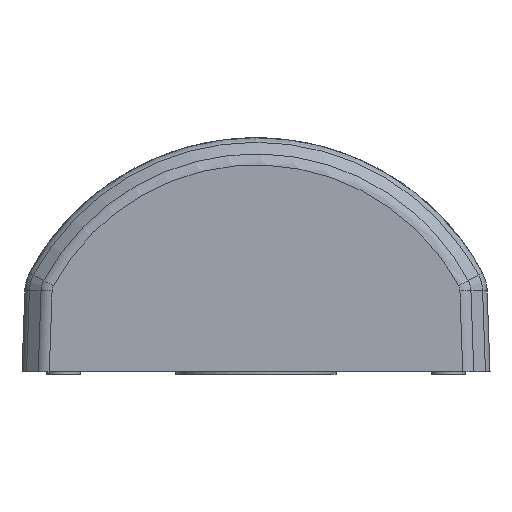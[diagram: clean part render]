
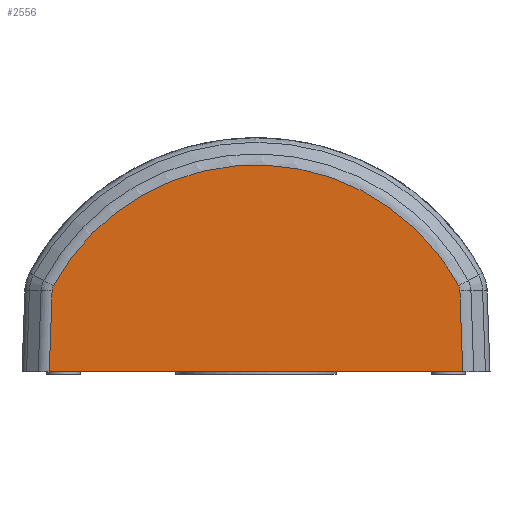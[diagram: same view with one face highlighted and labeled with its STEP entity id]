
A CAD part, left-side view. The second image highlights one B-rep face of the part: STEP entity #2556.
In plain terms, the highlighted planar face has unit normal (-1, 0, 0).
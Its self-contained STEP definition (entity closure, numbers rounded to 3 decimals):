
#1232=B_SPLINE_CURVE_WITH_KNOTS('',3,(#17778,#17779,#17780,#17781),.UNSPECIFIED.,
 .F.,.F.,(4,4),(0.,1.),.UNSPECIFIED.);
#1238=B_SPLINE_CURVE_WITH_KNOTS('',3,(#17815,#17816,#17817,#17818),.UNSPECIFIED.,
 .F.,.F.,(4,4),(0.,1.),.UNSPECIFIED.);
#1261=B_SPLINE_CURVE_WITH_KNOTS('',3,(#17944,#17945,#17946,#17947),.UNSPECIFIED.,
 .F.,.F.,(4,4),(0.,1.),.UNSPECIFIED.);
#1262=B_SPLINE_CURVE_WITH_KNOTS('',3,(#17948,#17949,#17950,#17951),.UNSPECIFIED.,
 .F.,.F.,(4,4),(0.,1.),.UNSPECIFIED.);
#1263=B_SPLINE_CURVE_WITH_KNOTS('',3,(#17953,#17954,#17955,#17956,#17957,
#17958,#17959,#17960,#17961,#17962,#17963,#17964,#17965,#17966,#17967,#17968,
#17969,#17970),.UNSPECIFIED.,.F.,.F.,(4,2,2,2,2,2,2,2,4),(0.,0.125,0.25,
0.375,0.5,0.625,0.75,0.875,1.),.UNSPECIFIED.);
#1264=B_SPLINE_CURVE_WITH_KNOTS('',3,(#17972,#17973,#17974,#17975),.UNSPECIFIED.,
 .F.,.F.,(4,4),(0.,1.),.UNSPECIFIED.);
#2556=ADVANCED_FACE('',(#3596),#3143,.F.);
#3143=PLANE('',#12100);
#3596=FACE_OUTER_BOUND('',#4247,.T.);
#4247=EDGE_LOOP('',(#5608,#5609,#5610,#5611,#5612,#5613));
#5608=ORIENTED_EDGE('',*,*,#10047,.T.);
#5609=ORIENTED_EDGE('',*,*,#10070,.F.);
#5610=ORIENTED_EDGE('',*,*,#10041,.T.);
#5611=ORIENTED_EDGE('',*,*,#10071,.F.);
#5612=ORIENTED_EDGE('',*,*,#10072,.F.);
#5613=ORIENTED_EDGE('',*,*,#10073,.F.);
#8732=VERTEX_POINT('',#17776);
#8734=VERTEX_POINT('',#17782);
#8737=VERTEX_POINT('',#17802);
#8739=VERTEX_POINT('',#17814);
#8750=VERTEX_POINT('',#17952);
#8751=VERTEX_POINT('',#17971);
#10041=EDGE_CURVE('',#8734,#8732,#1232,.T.);
#10047=EDGE_CURVE('',#8737,#8739,#1238,.T.);
#10070=EDGE_CURVE('',#8734,#8739,#1261,.T.);
#10071=EDGE_CURVE('',#8750,#8732,#1262,.T.);
#10072=EDGE_CURVE('',#8751,#8750,#1263,.T.);
#10073=EDGE_CURVE('',#8737,#8751,#1264,.T.);
#12100=AXIS2_PLACEMENT_3D('',#17976,#13224,#13225);
#13224=DIRECTION('',(1.,0.,0.));
#13225=DIRECTION('',(0.,0.,-1.));
#17776=CARTESIAN_POINT('',(-6.9,-39.212,16.783));
#17778=CARTESIAN_POINT('',(-6.9,-39.754,1.25));
#17779=CARTESIAN_POINT('',(-6.9,-39.573,6.428));
#17780=CARTESIAN_POINT('',(-6.9,-39.393,11.605));
#17781=CARTESIAN_POINT('',(-6.9,-39.212,16.783));
#17782=CARTESIAN_POINT('',(-6.9,-39.754,1.25));
#17802=CARTESIAN_POINT('',(-6.9,39.215,16.783));
#17814=CARTESIAN_POINT('',(-6.9,39.757,1.25));
#17815=CARTESIAN_POINT('',(-6.9,39.215,16.783));
#17816=CARTESIAN_POINT('',(-6.9,39.396,11.605));
#17817=CARTESIAN_POINT('',(-6.9,39.576,6.428));
#17818=CARTESIAN_POINT('',(-6.9,39.757,1.25));
#17944=CARTESIAN_POINT('',(-6.9,-39.754,1.25));
#17945=CARTESIAN_POINT('',(-6.9,-13.25,1.25));
#17946=CARTESIAN_POINT('',(-6.9,13.253,1.25));
#17947=CARTESIAN_POINT('',(-6.9,39.757,1.25));
#17948=CARTESIAN_POINT('',(-6.9,-38.942,17.776));
#17949=CARTESIAN_POINT('',(-6.9,-39.107,17.472));
#17950=CARTESIAN_POINT('',(-6.9,-39.2,17.129));
#17951=CARTESIAN_POINT('',(-6.9,-39.212,16.783));
#17952=CARTESIAN_POINT('',(-6.9,-38.942,17.776));
#17953=CARTESIAN_POINT('',(-6.9,38.945,17.776));
#17954=CARTESIAN_POINT('',(-6.9,37.06,21.267));
#17955=CARTESIAN_POINT('',(-6.9,34.703,24.503));
#17956=CARTESIAN_POINT('',(-6.9,29.214,30.233));
#17957=CARTESIAN_POINT('',(-6.9,26.082,32.726));
#17958=CARTESIAN_POINT('',(-6.9,19.267,36.791));
#17959=CARTESIAN_POINT('',(-6.9,15.586,38.362));
#17960=CARTESIAN_POINT('',(-6.9,7.936,40.471));
#17961=CARTESIAN_POINT('',(-6.9,3.969,41.007));
#17962=CARTESIAN_POINT('',(-6.9,-3.966,41.007));
#17963=CARTESIAN_POINT('',(-6.9,-7.933,40.471));
#17964=CARTESIAN_POINT('',(-6.9,-15.583,38.362));
#17965=CARTESIAN_POINT('',(-6.9,-19.264,36.791));
#17966=CARTESIAN_POINT('',(-6.9,-26.079,32.726));
#17967=CARTESIAN_POINT('',(-6.9,-29.211,30.233));
#17968=CARTESIAN_POINT('',(-6.9,-34.7,24.503));
#17969=CARTESIAN_POINT('',(-6.9,-37.057,21.267));
#17970=CARTESIAN_POINT('',(-6.9,-38.942,17.776));
#17971=CARTESIAN_POINT('',(-6.9,38.945,17.776));
#17972=CARTESIAN_POINT('',(-6.9,39.215,16.783));
#17973=CARTESIAN_POINT('',(-6.9,39.203,17.129));
#17974=CARTESIAN_POINT('',(-6.9,39.11,17.472));
#17975=CARTESIAN_POINT('',(-6.9,38.945,17.776));
#17976=CARTESIAN_POINT('',(-6.9,-45.,5.75));
